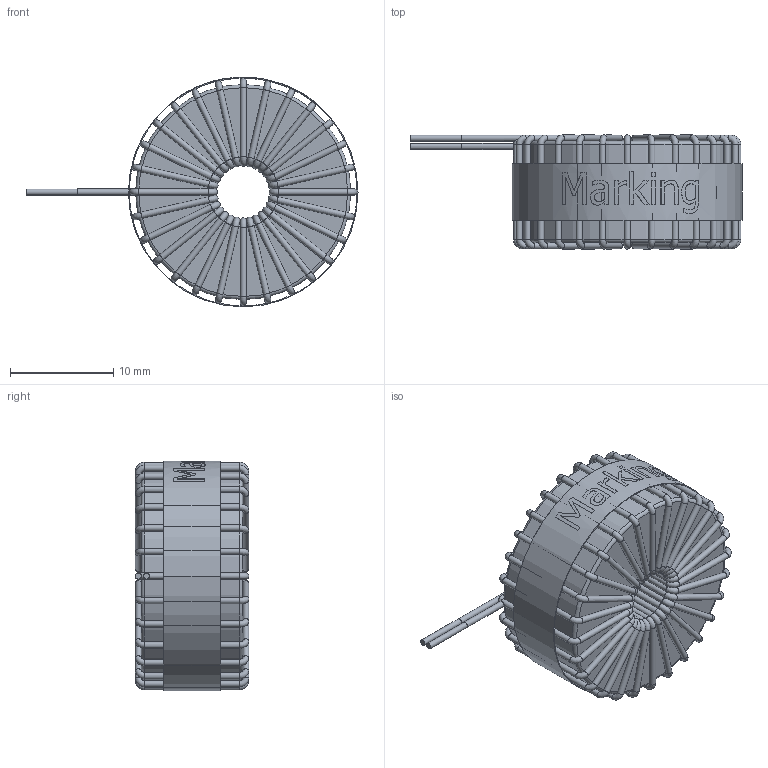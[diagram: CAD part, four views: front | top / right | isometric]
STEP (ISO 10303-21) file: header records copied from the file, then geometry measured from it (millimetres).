
FILE_DESCRIPTION(/* description */ (''),/* implementation_level */ '2;1');
FILE_NAME(/* name */ 'Toroid serie 1290-50.stp',/* time_stamp */ '2024-03-22T11:33:25+01:00',/* author */ ('mt'),/* organization */ (''),/* preprocessor_version */ 'ST-DEVELOPER v20',/* originating_system */ 'Autodesk Inventor 2024',/* authorisation */ '');
FILE_SCHEMA (('CONFIG_CONTROL_DESIGN'));
Length unit declared in the file: millimetre
Products named in the file (1): Toroid serie 1290-50
Bounding box: 32.1 x 11 x 22.21 mm (x, y, z)
Volume: 3356.4 mm3; surface area: 4122.8 mm2
Topology: 31 solids, 31 shells, 383 faces, 1151 edges, 787 vertices
Faces by surface type: cylinder 156, torus 116, plane 61, bspline 50
Full cylindrical faces by diameter (mm): 0.58 x2, 0.6 x113, 6.2 x1, 20.8 x1, 22.2 x1
Entity records: 15170 total; most frequent: CARTESIAN_POINT 3883, DIRECTION 2406, ORIENTED_EDGE 2304, EDGE_CURVE 1152, AXIS2_PLACEMENT_3D 1021, VERTEX_POINT 788, CIRCLE 687, STYLED_ITEM 401
